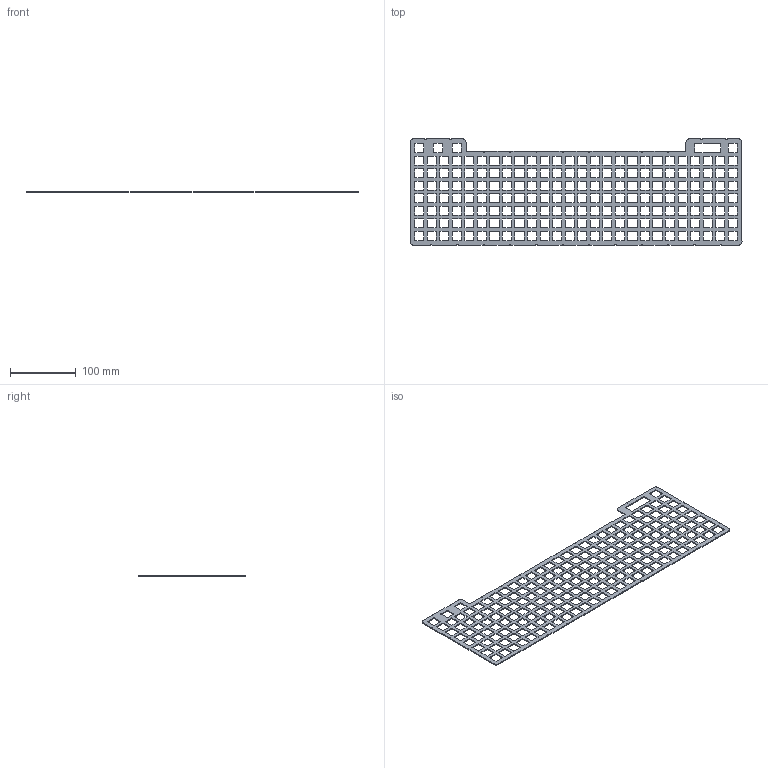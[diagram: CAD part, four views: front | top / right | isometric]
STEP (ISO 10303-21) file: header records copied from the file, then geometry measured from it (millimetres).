
FILE_DESCRIPTION(/* description */ (''),/* implementation_level */ '2;1');
FILE_NAME(/* name */ 'Keyplate.step',/* time_stamp */ '2021-12-25T14:48:49+03:00',/* author */ (''),/* organization */ (''),/* preprocessor_version */ 'ST-DEVELOPER v18.1',/* originating_system */ 'Autodesk Translation Framework v10.10.0.1391',/* authorisation */ '');
FILE_SCHEMA (('AUTOMOTIVE_DESIGN { 1 0 10303 214 3 1 1 }'));
Length unit declared in the file: millimetre
Products named in the file (1): Keyplate
Bounding box: 504.17 x 161.27 x 1.5 mm (x, y, z)
Volume: 56786.6 mm3; surface area: 93436.3 mm2
Topology: 1 solids, 1 shells, 1576 faces, 4722 edges, 3148 vertices
Faces by surface type: plane 790, cylinder 786
Entity records: 54326 total; most frequent: DIRECTION 9448, CARTESIAN_POINT 9447, ORIENTED_EDGE 9444, EDGE_CURVE 4722, LINE 3150, VECTOR 3150, AXIS2_PLACEMENT_3D 3149, VERTEX_POINT 3148
